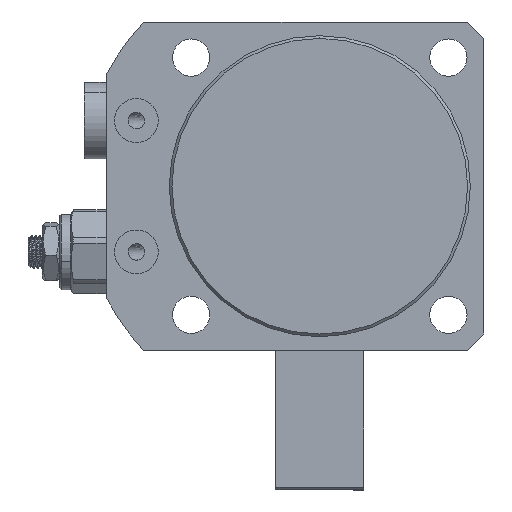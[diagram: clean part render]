
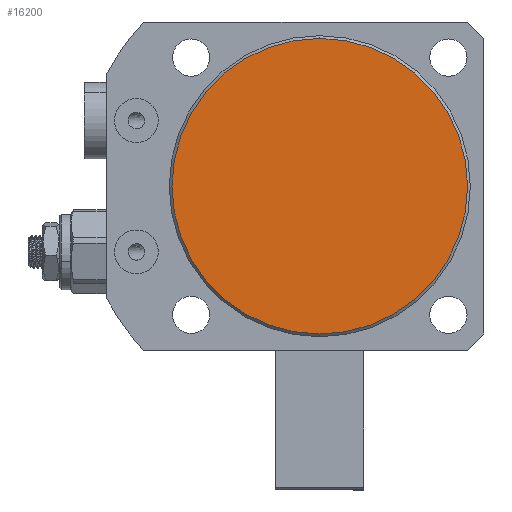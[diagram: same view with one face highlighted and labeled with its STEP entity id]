
A CAD part, front view. The second image highlights one B-rep face of the part: STEP entity #16200.
In plain terms, the highlighted planar face has unit normal (0, -1, 0).
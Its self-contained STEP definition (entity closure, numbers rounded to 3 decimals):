
#57 = CARTESIAN_POINT ( 'NONE',  ( 22., 0., 0. ) ) ;
#1569 = DIRECTION ( 'NONE',  ( 0., -1., 0. ) ) ;
#3660 = CARTESIAN_POINT ( 'NONE',  ( 0., 0., 0. ) ) ;
#3905 = CIRCLE ( 'NONE', #17731, 27. ) ;
#4016 = CARTESIAN_POINT ( 'NONE',  ( 0., 0., -27. ) ) ;
#4421 = PLANE ( 'NONE',  #12075 ) ;
#4472 = ORIENTED_EDGE ( 'NONE', *, *, #17817, .T. ) ;
#5074 = DIRECTION ( 'NONE',  ( 0., 0., -1. ) ) ;
#6543 = EDGE_LOOP ( 'NONE', ( #15010, #4472 ) ) ;
#6955 = EDGE_CURVE ( 'NONE', #12993, #9881, #3905, .T. ) ;
#7795 = AXIS2_PLACEMENT_3D ( 'NONE', #3660, #13379, #5074 ) ;
#8389 = CARTESIAN_POINT ( 'NONE',  ( 0., 0., 27. ) ) ;
#9718 = DIRECTION ( 'NONE',  ( 0., 0., -1. ) ) ;
#9737 = DIRECTION ( 'NONE',  ( 0., -1., 0. ) ) ;
#9777 = CARTESIAN_POINT ( 'NONE',  ( 0., 0., 0. ) ) ;
#9881 = VERTEX_POINT ( 'NONE', #4016 ) ;
#11369 = DIRECTION ( 'NONE',  ( 0., 0., -1. ) ) ;
#12075 = AXIS2_PLACEMENT_3D ( 'NONE', #57, #1569, #11369 ) ;
#12993 = VERTEX_POINT ( 'NONE', #8389 ) ;
#13379 = DIRECTION ( 'NONE',  ( 0., -1., 0. ) ) ;
#14676 = FACE_OUTER_BOUND ( 'NONE', #6543, .T. ) ;
#15010 = ORIENTED_EDGE ( 'NONE', *, *, #6955, .T. ) ;
#16200 = ADVANCED_FACE ( 'NONE', ( #14676 ), #4421, .T. ) ;
#17118 = CIRCLE ( 'NONE', #7795, 27. ) ;
#17731 = AXIS2_PLACEMENT_3D ( 'NONE', #9777, #9737, #9718 ) ;
#17817 = EDGE_CURVE ( 'NONE', #9881, #12993, #17118, .T. ) ;
